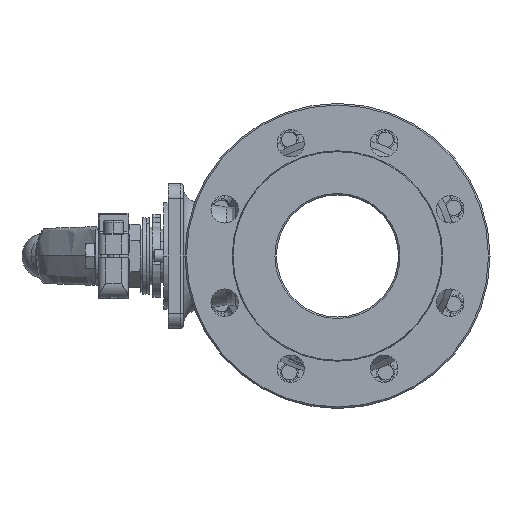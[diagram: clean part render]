
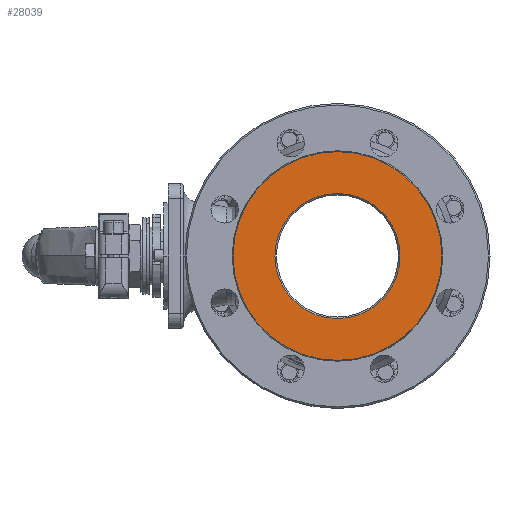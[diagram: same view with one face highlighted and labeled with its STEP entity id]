
A CAD part, left-side view. The second image highlights one B-rep face of the part: STEP entity #28039.
In plain terms, the highlighted planar face has unit normal (-1, 0, 0).
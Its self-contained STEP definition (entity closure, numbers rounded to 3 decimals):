
#831 = CARTESIAN_POINT ( 'NONE',  ( -74.5, -41., 0. ) ) ;
#1493 = CIRCLE ( 'NONE', #3231, 68.464 ) ;
#2063 = AXIS2_PLACEMENT_3D ( 'NONE', #44089, #5965, #22946 ) ;
#2697 = AXIS2_PLACEMENT_3D ( 'NONE', #4069, #21882, #38852 ) ;
#3231 = AXIS2_PLACEMENT_3D ( 'NONE', #20441, #29051, #46041 ) ;
#4069 = CARTESIAN_POINT ( 'NONE',  ( -74.5, 0., 0. ) ) ;
#4767 = CARTESIAN_POINT ( 'NONE',  ( -74.5, 0., -68.464 ) ) ;
#5965 = DIRECTION ( 'NONE',  ( 1., 0., 0. ) ) ;
#7728 = VERTEX_POINT ( 'NONE', #831 ) ;
#12767 = EDGE_CURVE ( 'NONE', #7728, #30194, #50091, .T. ) ;
#13171 = FACE_OUTER_BOUND ( 'NONE', #23967, .T. ) ;
#13322 = AXIS2_PLACEMENT_3D ( 'NONE', #51904, #30156, #26274 ) ;
#13881 = EDGE_CURVE ( 'NONE', #31073, #15172, #1493, .T. ) ;
#14071 = ORIENTED_EDGE ( 'NONE', *, *, #13881, .T. ) ;
#15123 = CIRCLE ( 'NONE', #2697, 68.464 ) ;
#15172 = VERTEX_POINT ( 'NONE', #4767 ) ;
#16968 = EDGE_CURVE ( 'NONE', #30194, #7728, #48842, .T. ) ;
#17350 = CARTESIAN_POINT ( 'NONE',  ( -74.5, 0., 68.464 ) ) ;
#19930 = ORIENTED_EDGE ( 'NONE', *, *, #12767, .T. ) ;
#20441 = CARTESIAN_POINT ( 'NONE',  ( -74.5, 0., 0. ) ) ;
#21882 = DIRECTION ( 'NONE',  ( -1., 0., 0. ) ) ;
#22946 = DIRECTION ( 'NONE',  ( 0., 0., 1. ) ) ;
#23967 = EDGE_LOOP ( 'NONE', ( #23986, #14071 ) ) ;
#23986 = ORIENTED_EDGE ( 'NONE', *, *, #39360, .T. ) ;
#24825 = AXIS2_PLACEMENT_3D ( 'NONE', #40840, #49495, #40574 ) ;
#26274 = DIRECTION ( 'NONE',  ( 0., 0., 1. ) ) ;
#28039 = ADVANCED_FACE ( 'NONE', ( #39342, #13171 ), #34062, .T. ) ;
#29051 = DIRECTION ( 'NONE',  ( -1., 0., 0. ) ) ;
#30156 = DIRECTION ( 'NONE',  ( -1., 0., 0. ) ) ;
#30194 = VERTEX_POINT ( 'NONE', #40555 ) ;
#31073 = VERTEX_POINT ( 'NONE', #17350 ) ;
#34062 = PLANE ( 'NONE',  #13322 ) ;
#36829 = EDGE_LOOP ( 'NONE', ( #19930, #44388 ) ) ;
#38852 = DIRECTION ( 'NONE',  ( 0., 0., 1. ) ) ;
#39342 = FACE_BOUND ( 'NONE', #36829, .T. ) ;
#39360 = EDGE_CURVE ( 'NONE', #15172, #31073, #15123, .T. ) ;
#40555 = CARTESIAN_POINT ( 'NONE',  ( -74.5, 41., 0. ) ) ;
#40574 = DIRECTION ( 'NONE',  ( 0., 0., 1. ) ) ;
#40840 = CARTESIAN_POINT ( 'NONE',  ( -74.5, 0., 0. ) ) ;
#44089 = CARTESIAN_POINT ( 'NONE',  ( -74.5, 0., 0. ) ) ;
#44388 = ORIENTED_EDGE ( 'NONE', *, *, #16968, .T. ) ;
#46041 = DIRECTION ( 'NONE',  ( 0., 0., 1. ) ) ;
#48842 = CIRCLE ( 'NONE', #24825, 41. ) ;
#49495 = DIRECTION ( 'NONE',  ( 1., 0., 0. ) ) ;
#50091 = CIRCLE ( 'NONE', #2063, 41. ) ;
#51904 = CARTESIAN_POINT ( 'NONE',  ( -74.5, 0., 0. ) ) ;
